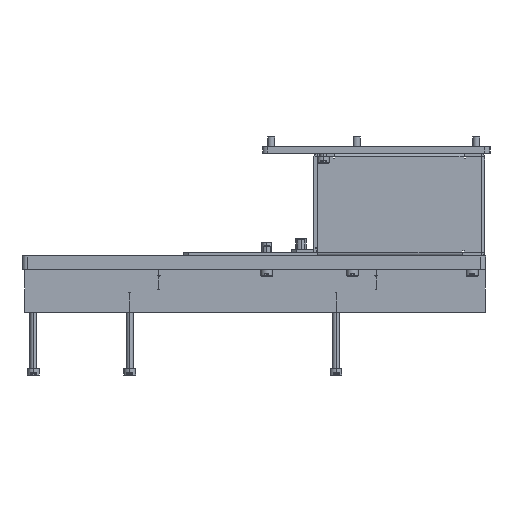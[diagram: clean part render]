
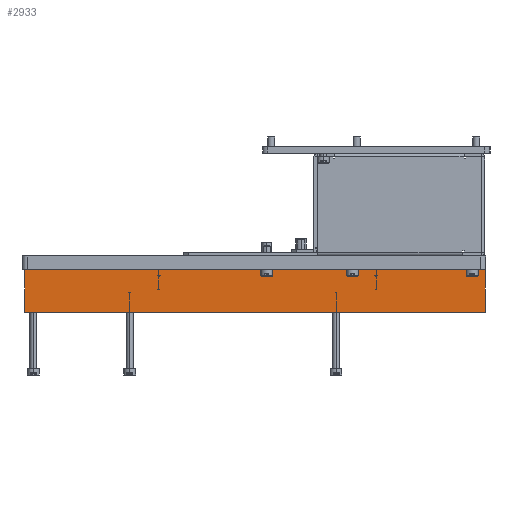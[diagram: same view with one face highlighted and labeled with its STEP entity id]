
A CAD part, left-side view. The second image highlights one B-rep face of the part: STEP entity #2933.
In plain terms, the highlighted face is planar.
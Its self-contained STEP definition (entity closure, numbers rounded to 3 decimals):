
#233 = VERTEX_POINT ( 'NONE', #1145 ) ;
#335 = VERTEX_POINT ( 'NONE', #767 ) ;
#767 = CARTESIAN_POINT ( 'NONE',  ( 4., -134.6, -12.5 ) ) ;
#942 = AXIS2_PLACEMENT_3D ( 'NONE', #2738, #13797, #6913 ) ;
#991 = LINE ( 'NONE', #17586, #4205 ) ;
#1145 = CARTESIAN_POINT ( 'NONE',  ( 4., 134.6, -12.5 ) ) ;
#2100 = VECTOR ( 'NONE', #8121, 1000. ) ;
#2174 = EDGE_CURVE ( 'NONE', #11347, #233, #12332, .T. ) ;
#2738 = CARTESIAN_POINT ( 'NONE',  ( 4., 134.6, 12.5 ) ) ;
#2933 = ADVANCED_FACE ( 'NONE', ( #9620 ), #15168, .F. ) ;
#4205 = VECTOR ( 'NONE', #10704, 1000. ) ;
#4736 = ORIENTED_EDGE ( 'NONE', *, *, #6510, .T. ) ;
#6510 = EDGE_CURVE ( 'NONE', #12395, #335, #15497, .T. ) ;
#6913 = DIRECTION ( 'NONE',  ( 0., 0., 1. ) ) ;
#6963 = CARTESIAN_POINT ( 'NONE',  ( 4., -134.6, 12.5 ) ) ;
#7732 = DIRECTION ( 'NONE',  ( 0., -1., 0. ) ) ;
#7814 = LINE ( 'NONE', #13544, #14799 ) ;
#8121 = DIRECTION ( 'NONE',  ( 0., 0., -1. ) ) ;
#9322 = ORIENTED_EDGE ( 'NONE', *, *, #12733, .T. ) ;
#9620 = FACE_OUTER_BOUND ( 'NONE', #14433, .T. ) ;
#10704 = DIRECTION ( 'NONE',  ( 0., -1., 0. ) ) ;
#11347 = VERTEX_POINT ( 'NONE', #16564 ) ;
#11389 = VECTOR ( 'NONE', #16837, 1000. ) ;
#12306 = CARTESIAN_POINT ( 'NONE',  ( 4., -134.6, 12.5 ) ) ;
#12332 = LINE ( 'NONE', #15227, #2100 ) ;
#12395 = VERTEX_POINT ( 'NONE', #12306 ) ;
#12421 = ORIENTED_EDGE ( 'NONE', *, *, #2174, .F. ) ;
#12733 = EDGE_CURVE ( 'NONE', #11347, #12395, #7814, .T. ) ;
#13544 = CARTESIAN_POINT ( 'NONE',  ( 4., 134.6, 12.5 ) ) ;
#13795 = ORIENTED_EDGE ( 'NONE', *, *, #17815, .F. ) ;
#13797 = DIRECTION ( 'NONE',  ( -1., 0., 0. ) ) ;
#14433 = EDGE_LOOP ( 'NONE', ( #4736, #13795, #12421, #9322 ) ) ;
#14799 = VECTOR ( 'NONE', #7732, 1000. ) ;
#15168 = PLANE ( 'NONE',  #942 ) ;
#15227 = CARTESIAN_POINT ( 'NONE',  ( 4., 134.6, 12.5 ) ) ;
#15497 = LINE ( 'NONE', #6963, #11389 ) ;
#16564 = CARTESIAN_POINT ( 'NONE',  ( 4., 134.6, 12.5 ) ) ;
#16837 = DIRECTION ( 'NONE',  ( 0., 0., -1. ) ) ;
#17586 = CARTESIAN_POINT ( 'NONE',  ( 4., 134.6, -12.5 ) ) ;
#17815 = EDGE_CURVE ( 'NONE', #233, #335, #991, .T. ) ;
